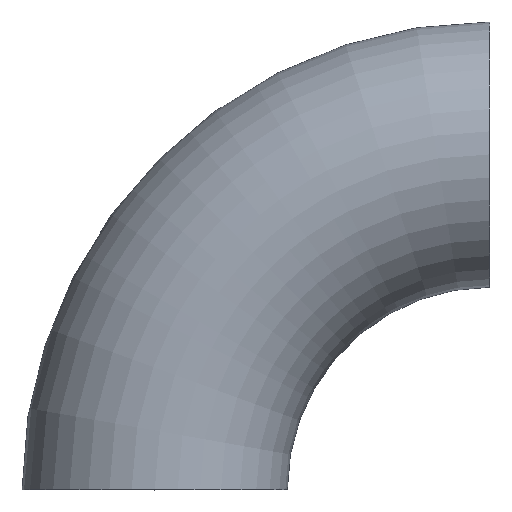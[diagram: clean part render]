
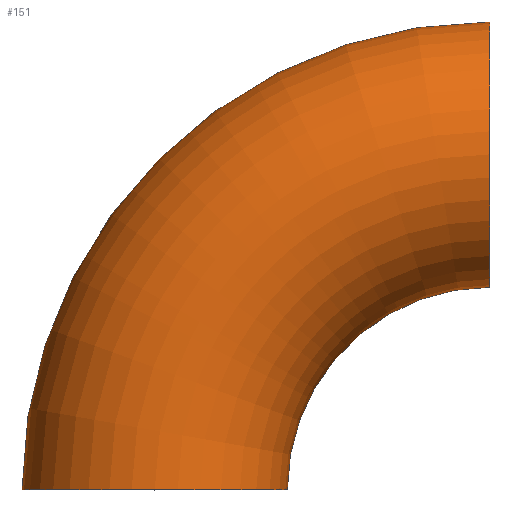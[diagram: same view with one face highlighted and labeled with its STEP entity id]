
A CAD part, top view. The second image highlights one B-rep face of the part: STEP entity #151.
In plain terms, the highlighted toroidal (fillet/blend) face has major radius 76.2 mm and minor radius 30.15 mm.
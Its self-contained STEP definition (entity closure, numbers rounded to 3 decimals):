
#7 = DIRECTION ( 'NONE',  ( 0., 0., 1. ) ) ;
#8 = ORIENTED_EDGE ( 'NONE', *, *, #102, .T. ) ;
#25 = DIRECTION ( 'NONE',  ( 1., 0., 0. ) ) ;
#26 = DIRECTION ( 'NONE',  ( 1., 0., 0. ) ) ;
#34 = CARTESIAN_POINT ( 'NONE',  ( -76.2, 0., 0. ) ) ;
#38 = CIRCLE ( 'NONE', #181, 46.05 ) ;
#42 = EDGE_CURVE ( 'NONE', #182, #68, #38, .T. ) ;
#46 = CIRCLE ( 'NONE', #146, 30.15 ) ;
#49 = CARTESIAN_POINT ( 'NONE',  ( 0., 0., 0. ) ) ;
#51 = AXIS2_PLACEMENT_3D ( 'NONE', #222, #7, #26 ) ;
#56 = AXIS2_PLACEMENT_3D ( 'NONE', #49, #120, #25 ) ;
#58 = EDGE_CURVE ( 'NONE', #242, #182, #46, .T. ) ;
#64 = TOROIDAL_SURFACE ( 'NONE', #51, 76.2, 30.15 ) ;
#67 = DIRECTION ( 'NONE',  ( 0., 0., 1. ) ) ;
#68 = VERTEX_POINT ( 'NONE', #219 ) ;
#72 = CARTESIAN_POINT ( 'NONE',  ( -106.35, 0., 0. ) ) ;
#102 = EDGE_CURVE ( 'NONE', #242, #211, #139, .T. ) ;
#105 = FACE_OUTER_BOUND ( 'NONE', #178, .T. ) ;
#111 = ORIENTED_EDGE ( 'NONE', *, *, #233, .T. ) ;
#120 = DIRECTION ( 'NONE',  ( 0., 0., 1. ) ) ;
#139 = CIRCLE ( 'NONE', #56, 106.35 ) ;
#144 = DIRECTION ( 'NONE',  ( 0., 1., 0. ) ) ;
#146 = AXIS2_PLACEMENT_3D ( 'NONE', #240, #148, #166 ) ;
#148 = DIRECTION ( 'NONE',  ( 1., 0., 0. ) ) ;
#151 = ADVANCED_FACE ( 'NONE', ( #105 ), #64, .T. ) ;
#166 = DIRECTION ( 'NONE',  ( 0., 0., -1. ) ) ;
#171 = AXIS2_PLACEMENT_3D ( 'NONE', #34, #144, #217 ) ;
#176 = CARTESIAN_POINT ( 'NONE',  ( 0., 46.05, 0. ) ) ;
#178 = EDGE_LOOP ( 'NONE', ( #234, #8, #111, #208 ) ) ;
#181 = AXIS2_PLACEMENT_3D ( 'NONE', #236, #67, #216 ) ;
#182 = VERTEX_POINT ( 'NONE', #176 ) ;
#208 = ORIENTED_EDGE ( 'NONE', *, *, #42, .F. ) ;
#211 = VERTEX_POINT ( 'NONE', #72 ) ;
#216 = DIRECTION ( 'NONE',  ( 1., 0., 0. ) ) ;
#217 = DIRECTION ( 'NONE',  ( 0., 0., -1. ) ) ;
#219 = CARTESIAN_POINT ( 'NONE',  ( -46.05, 0., 0. ) ) ;
#222 = CARTESIAN_POINT ( 'NONE',  ( 0., 0., 0. ) ) ;
#226 = CARTESIAN_POINT ( 'NONE',  ( 0., 106.35, 0. ) ) ;
#232 = CIRCLE ( 'NONE', #171, 30.15 ) ;
#233 = EDGE_CURVE ( 'NONE', #211, #68, #232, .T. ) ;
#234 = ORIENTED_EDGE ( 'NONE', *, *, #58, .F. ) ;
#236 = CARTESIAN_POINT ( 'NONE',  ( 0., 0., 0. ) ) ;
#240 = CARTESIAN_POINT ( 'NONE',  ( 0., 76.2, 0. ) ) ;
#242 = VERTEX_POINT ( 'NONE', #226 ) ;
